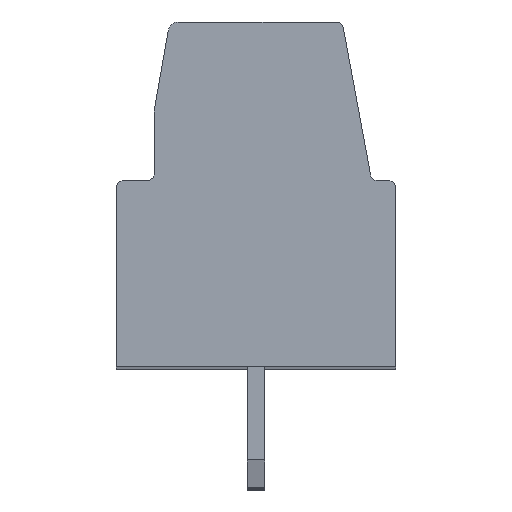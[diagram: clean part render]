
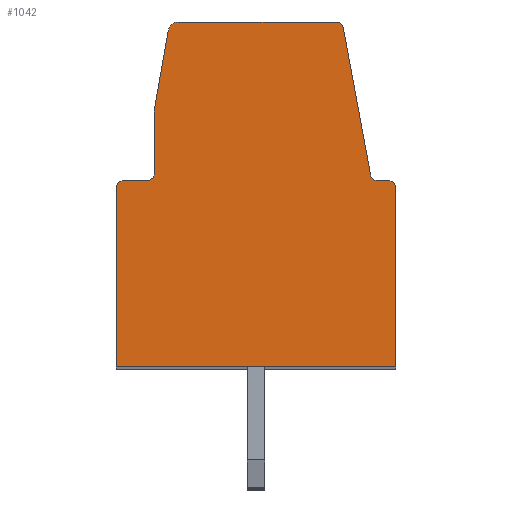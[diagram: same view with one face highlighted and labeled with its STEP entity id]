
A CAD part, top view. The second image highlights one B-rep face of the part: STEP entity #1042.
In plain terms, the highlighted planar face has unit normal (0, 0, 1).
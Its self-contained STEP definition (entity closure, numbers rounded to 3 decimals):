
#1042 = ADVANCED_FACE( '', ( #2160 ), #2161, .F. );
#2160 = FACE_OUTER_BOUND( '', #3358, .T. );
#2161 = PLANE( '', #3359 );
#3358 = EDGE_LOOP( '', ( #6329, #6330, #6331, #6332, #6333, #6334, #6335, #6336, #6337, #6338, #6339, #6340, #6341, #6342, #6343 ) );
#3359 = AXIS2_PLACEMENT_3D( '', #6344, #6345, #6346 );
#6329 = ORIENTED_EDGE( '', *, *, #7701, .T. );
#6330 = ORIENTED_EDGE( '', *, *, #7785, .T. );
#6331 = ORIENTED_EDGE( '', *, *, #7693, .F. );
#6332 = ORIENTED_EDGE( '', *, *, #7966, .T. );
#6333 = ORIENTED_EDGE( '', *, *, #8161, .T. );
#6334 = ORIENTED_EDGE( '', *, *, #7295, .T. );
#6335 = ORIENTED_EDGE( '', *, *, #7688, .T. );
#6336 = ORIENTED_EDGE( '', *, *, #7643, .T. );
#6337 = ORIENTED_EDGE( '', *, *, #7419, .F. );
#6338 = ORIENTED_EDGE( '', *, *, #7997, .T. );
#6339 = ORIENTED_EDGE( '', *, *, #8396, .F. );
#6340 = ORIENTED_EDGE( '', *, *, #7499, .T. );
#6341 = ORIENTED_EDGE( '', *, *, #8420, .T. );
#6342 = ORIENTED_EDGE( '', *, *, #8408, .T. );
#6343 = ORIENTED_EDGE( '', *, *, #8293, .F. );
#6344 = CARTESIAN_POINT( '', ( 0.81, -4.4, 0. ) );
#6345 = DIRECTION( '', ( 0., 0., -1. ) );
#6346 = DIRECTION( '', ( 0., -1., 0. ) );
#7295 = EDGE_CURVE( '', #8758, #8759, #8760, .T. );
#7419 = EDGE_CURVE( '', #8977, #8979, #8980, .T. );
#7499 = EDGE_CURVE( '', #9124, #9122, #9125, .T. );
#7643 = EDGE_CURVE( '', #9369, #8979, #9370, .T. );
#7688 = EDGE_CURVE( '', #8759, #9369, #9442, .T. );
#7693 = EDGE_CURVE( '', #9448, #9450, #9451, .T. );
#7701 = EDGE_CURVE( '', #9463, #9461, #9464, .T. );
#7785 = EDGE_CURVE( '', #9461, #9450, #9598, .T. );
#7966 = EDGE_CURVE( '', #9448, #9862, #9864, .T. );
#7997 = EDGE_CURVE( '', #8977, #9905, #9907, .T. );
#8161 = EDGE_CURVE( '', #9862, #8758, #10136, .T. );
#8293 = EDGE_CURVE( '', #9463, #10297, #10298, .T. );
#8396 = EDGE_CURVE( '', #9124, #9905, #10421, .T. );
#8408 = EDGE_CURVE( '', #10434, #10297, #10435, .T. );
#8420 = EDGE_CURVE( '', #9122, #10434, #10447, .T. );
#8758 = VERTEX_POINT( '', #10878 );
#8759 = VERTEX_POINT( '', #10879 );
#8760 = LINE( '', #10880, #10881 );
#8977 = VERTEX_POINT( '', #11189 );
#8979 = VERTEX_POINT( '', #11192 );
#8980 = CIRCLE( '', #11193, 0.2 );
#9122 = VERTEX_POINT( '', #11404 );
#9124 = VERTEX_POINT( '', #11407 );
#9125 = LINE( '', #11408, #11409 );
#9369 = VERTEX_POINT( '', #11760 );
#9370 = LINE( '', #11761, #11762 );
#9442 = LINE( '', #11864, #11865 );
#9448 = VERTEX_POINT( '', #11873 );
#9450 = VERTEX_POINT( '', #11876 );
#9451 = CIRCLE( '', #11877, 0.2 );
#9461 = VERTEX_POINT( '', #11889 );
#9463 = VERTEX_POINT( '', #11892 );
#9464 = LINE( '', #11893, #11894 );
#9598 = LINE( '', #12089, #12090 );
#9862 = VERTEX_POINT( '', #12482 );
#9864 = LINE( '', #12485, #12486 );
#9905 = VERTEX_POINT( '', #12547 );
#9907 = LINE( '', #12550, #12551 );
#10136 = CIRCLE( '', #12880, 0.2 );
#10297 = VERTEX_POINT( '', #13119 );
#10298 = CIRCLE( '', #13120, 0.3 );
#10421 = CIRCLE( '', #13304, 0.2 );
#10434 = VERTEX_POINT( '', #13323 );
#10435 = LINE( '', #13324, #13325 );
#10447 = CIRCLE( '', #13343, 0.2 );
#10878 = CARTESIAN_POINT( '', ( -8.1, 5.2, 0. ) );
#10879 = CARTESIAN_POINT( '', ( -8.1, 0., 0. ) );
#10880 = CARTESIAN_POINT( '', ( -8.1, -18.438, 0. ) );
#10881 = VECTOR( '', #13636, 1000. );
#11189 = CARTESIAN_POINT( '', ( -0.2, 5.4, 0. ) );
#11192 = CARTESIAN_POINT( '', ( 0., 5.2, 0. ) );
#11193 = AXIS2_PLACEMENT_3D( '', #13750, #13751, #13752 );
#11404 = CARTESIAN_POINT( '', ( -1.52, 9.836, 0. ) );
#11407 = CARTESIAN_POINT( '', ( -0.728, 5.564, 0. ) );
#11408 = CARTESIAN_POINT( '', ( 3.721, -18.438, 0. ) );
#11409 = VECTOR( '', #13823, 1000. );
#11760 = CARTESIAN_POINT( '', ( 0., 0., 0. ) );
#11761 = CARTESIAN_POINT( '', ( 0., -18.438, 0. ) );
#11762 = VECTOR( '', #13991, 1000. );
#11864 = CARTESIAN_POINT( '', ( -16.414, 0., 0. ) );
#11865 = VECTOR( '', #14043, 1000. );
#11873 = CARTESIAN_POINT( '', ( -7.2, 5.4, 0. ) );
#11876 = CARTESIAN_POINT( '', ( -7., 5.6, 0. ) );
#11877 = AXIS2_PLACEMENT_3D( '', #14047, #14048, #14049 );
#11889 = CARTESIAN_POINT( '', ( -7., 7.448, 0. ) );
#11892 = CARTESIAN_POINT( '', ( -6.594, 9.752, 0. ) );
#11893 = CARTESIAN_POINT( '', ( -11.564, -18.438, 0. ) );
#11894 = VECTOR( '', #14059, 1000. );
#12089 = CARTESIAN_POINT( '', ( -7., -18.438, 0. ) );
#12090 = VECTOR( '', #14133, 1000. );
#12482 = CARTESIAN_POINT( '', ( -7.9, 5.4, 0. ) );
#12485 = CARTESIAN_POINT( '', ( -16.414, 5.4, 0. ) );
#12486 = VECTOR( '', #14284, 1000. );
#12547 = CARTESIAN_POINT( '', ( -0.531, 5.4, 0. ) );
#12550 = CARTESIAN_POINT( '', ( -16.414, 5.4, 0. ) );
#12551 = VECTOR( '', #14309, 1000. );
#12880 = AXIS2_PLACEMENT_3D( '', #14464, #14465, #14466 );
#13119 = CARTESIAN_POINT( '', ( -6.298, 10., 0. ) );
#13120 = AXIS2_PLACEMENT_3D( '', #14566, #14567, #14568 );
#13304 = AXIS2_PLACEMENT_3D( '', #14648, #14649, #14650 );
#13323 = CARTESIAN_POINT( '', ( -1.716, 10., 0. ) );
#13324 = CARTESIAN_POINT( '', ( -16.414, 10., 0. ) );
#13325 = VECTOR( '', #14657, 1000. );
#13343 = AXIS2_PLACEMENT_3D( '', #14664, #14665, #14666 );
#13636 = DIRECTION( '', ( 0., -1., 0. ) );
#13750 = CARTESIAN_POINT( '', ( -0.2, 5.2, 0. ) );
#13751 = DIRECTION( '', ( 0., 0., -1. ) );
#13752 = DIRECTION( '', ( -1., 0., 0. ) );
#13823 = DIRECTION( '', ( -0.182, 0.983, 0. ) );
#13991 = DIRECTION( '', ( 0., 1., 0. ) );
#14043 = DIRECTION( '', ( 1., 0., 0. ) );
#14047 = CARTESIAN_POINT( '', ( -7.2, 5.6, 0. ) );
#14048 = DIRECTION( '', ( 0., 0., 1. ) );
#14049 = DIRECTION( '', ( 1., 0., 0. ) );
#14059 = DIRECTION( '', ( -0.174, -0.985, 0. ) );
#14133 = DIRECTION( '', ( 0., -1., 0. ) );
#14284 = DIRECTION( '', ( -1., 0., 0. ) );
#14309 = DIRECTION( '', ( -1., 0., 0. ) );
#14464 = CARTESIAN_POINT( '', ( -7.9, 5.2, 0. ) );
#14465 = DIRECTION( '', ( 0., 0., 1. ) );
#14466 = DIRECTION( '', ( 1., 0., 0. ) );
#14566 = CARTESIAN_POINT( '', ( -6.298, 9.7, 0. ) );
#14567 = DIRECTION( '', ( 0., 0., -1. ) );
#14568 = DIRECTION( '', ( -1., 0., 0. ) );
#14648 = CARTESIAN_POINT( '', ( -0.531, 5.6, 0. ) );
#14649 = DIRECTION( '', ( 0., 0., 1. ) );
#14650 = DIRECTION( '', ( 1., 0., 0. ) );
#14657 = DIRECTION( '', ( -1., 0., 0. ) );
#14664 = CARTESIAN_POINT( '', ( -1.716, 9.8, 0. ) );
#14665 = DIRECTION( '', ( 0., 0., 1. ) );
#14666 = DIRECTION( '', ( 1., 0., 0. ) );
